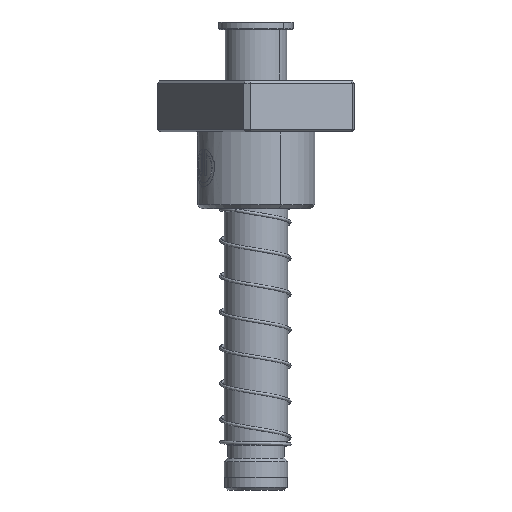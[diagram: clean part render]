
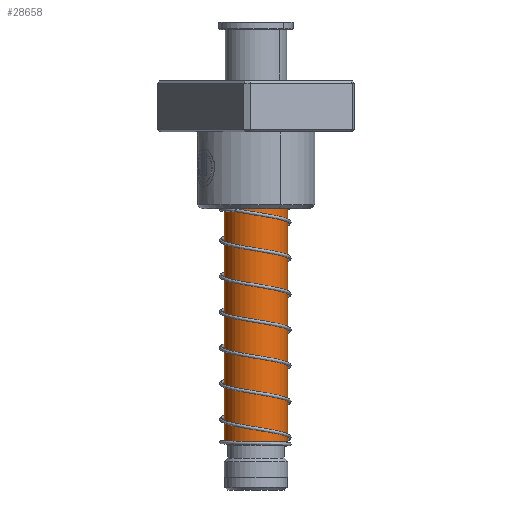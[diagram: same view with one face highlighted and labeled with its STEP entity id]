
A CAD part, front view. The second image highlights one B-rep face of the part: STEP entity #28658.
In plain terms, the highlighted cylindrical face has radius 12.5 mm (diameter 25 mm), a partial arc.
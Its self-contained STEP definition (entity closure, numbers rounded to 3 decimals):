
#898 = ORIENTED_EDGE ( 'NONE', *, *, #9920, .F. ) ;
#1787 = VECTOR ( 'NONE', #28570, 1000. ) ;
#2694 = ORIENTED_EDGE ( 'NONE', *, *, #19077, .T. ) ;
#2785 = CIRCLE ( 'NONE', #13994, 12.5 ) ;
#2885 = ORIENTED_EDGE ( 'NONE', *, *, #27231, .T. ) ;
#4073 = DIRECTION ( 'NONE',  ( 0., 0., -1. ) ) ;
#4105 = AXIS2_PLACEMENT_3D ( 'NONE', #27641, #4260, #18136 ) ;
#4260 = DIRECTION ( 'NONE',  ( 0., 0., -1. ) ) ;
#4396 = CARTESIAN_POINT ( 'NONE',  ( 12.5, 0., 19. ) ) ;
#4794 = CARTESIAN_POINT ( 'NONE',  ( 0., 0., 19. ) ) ;
#5179 = CARTESIAN_POINT ( 'NONE',  ( -12.5, 0., 19. ) ) ;
#5753 = CYLINDRICAL_SURFACE ( 'NONE', #4105, 12.5 ) ;
#6146 = LINE ( 'NONE', #7533, #1787 ) ;
#6830 = CIRCLE ( 'NONE', #22977, 12.5 ) ;
#7533 = CARTESIAN_POINT ( 'NONE',  ( -12.5, 0., 160. ) ) ;
#8615 = ORIENTED_EDGE ( 'NONE', *, *, #29088, .F. ) ;
#8834 = DIRECTION ( 'NONE',  ( 1., 0., 0. ) ) ;
#8867 = CARTESIAN_POINT ( 'NONE',  ( 12.5, 0., 157.5 ) ) ;
#9250 = LINE ( 'NONE', #26896, #21227 ) ;
#9920 = EDGE_CURVE ( 'NONE', #19824, #18745, #9250, .T. ) ;
#10406 = VERTEX_POINT ( 'NONE', #24509 ) ;
#11467 = DIRECTION ( 'NONE',  ( -1., 0., 0. ) ) ;
#12927 = DIRECTION ( 'NONE',  ( 0., 0., -1. ) ) ;
#13994 = AXIS2_PLACEMENT_3D ( 'NONE', #4794, #18477, #11467 ) ;
#14737 = VERTEX_POINT ( 'NONE', #5179 ) ;
#17953 = CARTESIAN_POINT ( 'NONE',  ( 0., 0., 157.5 ) ) ;
#18136 = DIRECTION ( 'NONE',  ( -1., 0., 0. ) ) ;
#18477 = DIRECTION ( 'NONE',  ( 0., 0., -1. ) ) ;
#18745 = VERTEX_POINT ( 'NONE', #4396 ) ;
#19077 = EDGE_CURVE ( 'NONE', #10406, #14737, #6146, .T. ) ;
#19824 = VERTEX_POINT ( 'NONE', #8867 ) ;
#21227 = VECTOR ( 'NONE', #12927, 1000. ) ;
#22977 = AXIS2_PLACEMENT_3D ( 'NONE', #17953, #4073, #8834 ) ;
#24509 = CARTESIAN_POINT ( 'NONE',  ( -12.5, 0., 157.5 ) ) ;
#26822 = FACE_OUTER_BOUND ( 'NONE', #28450, .T. ) ;
#26896 = CARTESIAN_POINT ( 'NONE',  ( 12.5, 0., 160. ) ) ;
#27231 = EDGE_CURVE ( 'NONE', #19824, #10406, #6830, .T. ) ;
#27641 = CARTESIAN_POINT ( 'NONE',  ( 0., 0., 160. ) ) ;
#28450 = EDGE_LOOP ( 'NONE', ( #898, #2885, #2694, #8615 ) ) ;
#28570 = DIRECTION ( 'NONE',  ( 0., 0., -1. ) ) ;
#28658 = ADVANCED_FACE ( 'NONE', ( #26822 ), #5753, .T. ) ;
#29088 = EDGE_CURVE ( 'NONE', #18745, #14737, #2785, .T. ) ;
